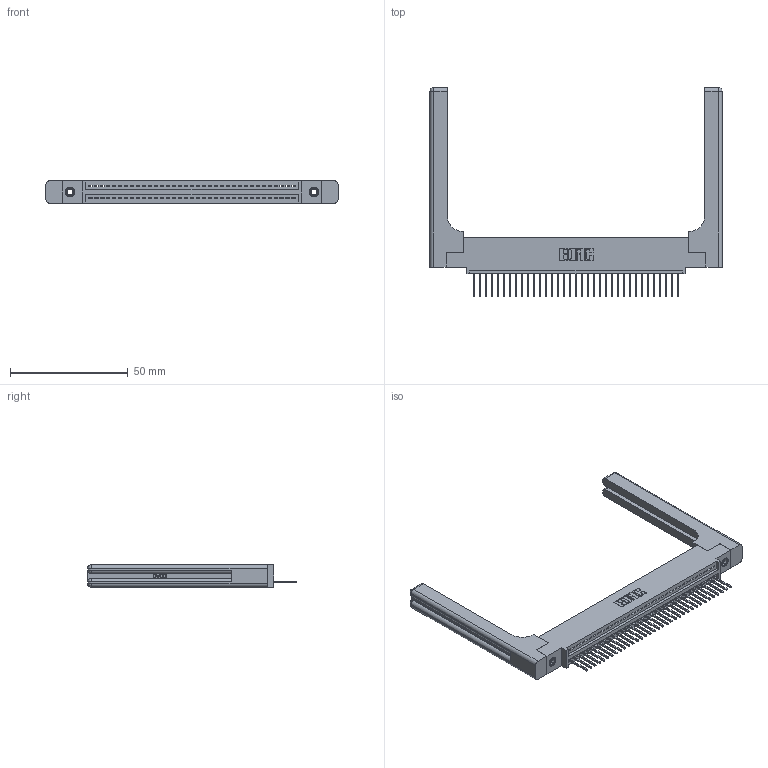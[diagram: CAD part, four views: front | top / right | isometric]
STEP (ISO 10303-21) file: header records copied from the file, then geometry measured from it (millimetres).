
FILE_DESCRIPTION (( 'STEP AP203' ), '1' );
FILE_NAME ('395-035-523-458.STEP', '2019-10-19T19:01:40', ( '' ), ( '' ), 'SwSTEP 2.0', 'SolidWorks 2016', '' );
FILE_SCHEMA (( 'CONFIG_CONTROL_DESIGN' ));
Length unit declared in the file: inch
Products named in the file (5): 395-035-523-458; 345 Part_0.110 Offset - 0.156 Dia-TH; 345-292-001_345-293-123; 345-250-001_345-250-001-102; 345-220-058_345-220-058
Assembly tree (40 placements, depth 2):
  395-035-523-458
    345 Part_0.110 Offset - 0.156 Dia-TH
    345-292-001_345-293-123  x35
    345-250-001_345-250-001-102  x2
    345-220-058_345-220-058  x2
Bounding box: 123.93 x 88.57 x 9.4 mm (x, y, z)
Volume: 20131.4 mm3; surface area: 20780.9 mm2
Topology: 40 solids, 40 shells, 2416 faces, 7179 edges, 4718 vertices
Faces by surface type: plane 1632, cylinder 724, bspline 36, cone 12, sphere 8, torus 4
Entity records: 32616 total; most frequent: CARTESIAN_POINT 6622, ORIENTED_EDGE 5388, DIRECTION 4740, EDGE_CURVE 2694, LINE 2330, VECTOR 2330, VERTEX_POINT 1786, AXIS2_PLACEMENT_3D 1205
